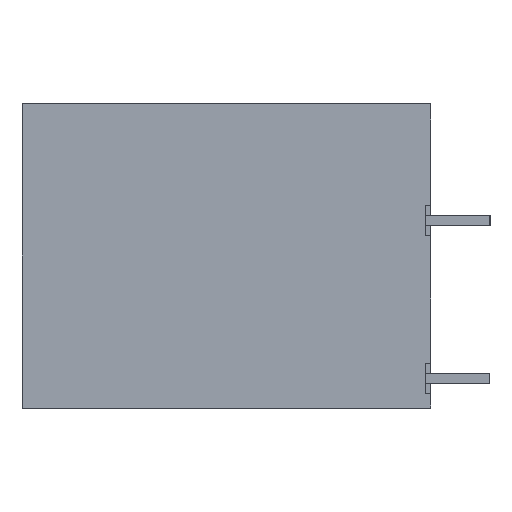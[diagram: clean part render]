
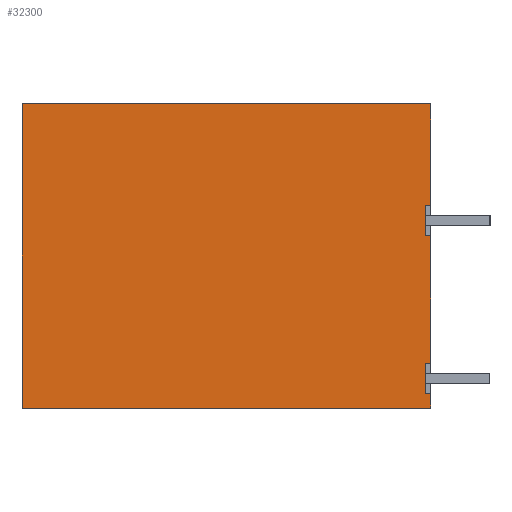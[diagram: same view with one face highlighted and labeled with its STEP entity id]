
A CAD part, left-side view. The second image highlights one B-rep face of the part: STEP entity #32300.
In plain terms, the highlighted planar face has unit normal (-1, 0, 0).
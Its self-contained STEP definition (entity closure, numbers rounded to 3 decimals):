
#32272=AXIS2_PLACEMENT_3D('Plane Axis2P3D',#32269,#32270,#32271) ;
#188=CARTESIAN_POINT('Vertex',(0.,3.8,0.85)) ;
#232=CARTESIAN_POINT('Vertex',(0.,3.8,2.65)) ;
#235=CARTESIAN_POINT('Line Origine',(0.,3.8,1.75)) ;
#1210=CARTESIAN_POINT('Vertex',(0.,3.8,10.2)) ;
#1231=CARTESIAN_POINT('Vertex',(0.,3.8,12.)) ;
#1234=CARTESIAN_POINT('Line Origine',(0.,3.8,11.1)) ;
#14331=CARTESIAN_POINT('Vertex',(0.,3.5,10.2)) ;
#14334=CARTESIAN_POINT('Line Origine',(0.,3.5,6.425)) ;
#14338=CARTESIAN_POINT('Vertex',(0.,3.5,2.65)) ;
#14359=CARTESIAN_POINT('Line Origine',(0.,3.65,10.2)) ;
#14377=CARTESIAN_POINT('Line Origine',(0.,3.65,2.65)) ;
#14433=CARTESIAN_POINT('Vertex',(0.,3.5,0.85)) ;
#14443=CARTESIAN_POINT('Line Origine',(0.,3.65,0.85)) ;
#14456=CARTESIAN_POINT('Line Origine',(0.,3.5,0.425)) ;
#14460=CARTESIAN_POINT('Vertex',(0.,3.5,0.)) ;
#14488=CARTESIAN_POINT('Line Origine',(0.,15.6,0.)) ;
#14492=CARTESIAN_POINT('Vertex',(0.,27.7,0.)) ;
#14631=CARTESIAN_POINT('Vertex',(0.,3.5,12.)) ;
#14634=CARTESIAN_POINT('Line Origine',(0.,3.65,12.)) ;
#32226=CARTESIAN_POINT('Line Origine',(0.,3.5,15.)) ;
#32230=CARTESIAN_POINT('Vertex',(0.,3.5,18.)) ;
#32269=CARTESIAN_POINT('Axis2P3D Location',(0.,0.,0.)) ;
#32274=CARTESIAN_POINT('Line Origine',(0.,15.6,18.)) ;
#32278=CARTESIAN_POINT('Vertex',(0.,27.7,18.)) ;
#32281=CARTESIAN_POINT('Line Origine',(0.,27.7,9.)) ;
#236=DIRECTION('Vector Direction',(0.,0.,-1.)) ;
#1235=DIRECTION('Vector Direction',(0.,0.,-1.)) ;
#14335=DIRECTION('Vector Direction',(0.,0.,-1.)) ;
#14360=DIRECTION('Vector Direction',(0.,1.,0.)) ;
#14378=DIRECTION('Vector Direction',(0.,1.,0.)) ;
#14444=DIRECTION('Vector Direction',(0.,1.,0.)) ;
#14457=DIRECTION('Vector Direction',(0.,0.,-1.)) ;
#14489=DIRECTION('Vector Direction',(0.,1.,0.)) ;
#14635=DIRECTION('Vector Direction',(0.,1.,0.)) ;
#32227=DIRECTION('Vector Direction',(0.,0.,-1.)) ;
#32270=DIRECTION('Axis2P3D Direction',(-1.,0.,0.)) ;
#32271=DIRECTION('Axis2P3D XDirection',(0.,0.,1.)) ;
#32275=DIRECTION('Vector Direction',(0.,-1.,0.)) ;
#32282=DIRECTION('Vector Direction',(0.,0.,1.)) ;
#237=VECTOR('Line Direction',#236,1.) ;
#1236=VECTOR('Line Direction',#1235,1.) ;
#14336=VECTOR('Line Direction',#14335,1.) ;
#14361=VECTOR('Line Direction',#14360,1.) ;
#14379=VECTOR('Line Direction',#14378,1.) ;
#14445=VECTOR('Line Direction',#14444,1.) ;
#14458=VECTOR('Line Direction',#14457,1.) ;
#14490=VECTOR('Line Direction',#14489,1.) ;
#14636=VECTOR('Line Direction',#14635,1.) ;
#32228=VECTOR('Line Direction',#32227,1.) ;
#32276=VECTOR('Line Direction',#32275,1.) ;
#32283=VECTOR('Line Direction',#32282,1.) ;
#32287=ORIENTED_EDGE('',*,*,#1238,.F.) ;
#32288=ORIENTED_EDGE('',*,*,#14638,.F.) ;
#32289=ORIENTED_EDGE('',*,*,#32232,.T.) ;
#32290=ORIENTED_EDGE('',*,*,#32280,.T.) ;
#32291=ORIENTED_EDGE('',*,*,#32285,.T.) ;
#32292=ORIENTED_EDGE('',*,*,#14494,.T.) ;
#32293=ORIENTED_EDGE('',*,*,#14462,.T.) ;
#32294=ORIENTED_EDGE('',*,*,#14447,.T.) ;
#32295=ORIENTED_EDGE('',*,*,#239,.F.) ;
#32296=ORIENTED_EDGE('',*,*,#14381,.F.) ;
#32297=ORIENTED_EDGE('',*,*,#14340,.T.) ;
#32298=ORIENTED_EDGE('',*,*,#14363,.T.) ;
#32300=ADVANCED_FACE('HOUSING',(#32299),#32273,.T.) ;
#239=EDGE_CURVE('',#233,#189,#238,.T.) ;
#1238=EDGE_CURVE('',#1232,#1211,#1237,.T.) ;
#14340=EDGE_CURVE('',#14339,#14332,#14337,.F.) ;
#14363=EDGE_CURVE('',#14332,#1211,#14362,.T.) ;
#14381=EDGE_CURVE('',#14339,#233,#14380,.T.) ;
#14447=EDGE_CURVE('',#14434,#189,#14446,.T.) ;
#14462=EDGE_CURVE('',#14461,#14434,#14459,.F.) ;
#14494=EDGE_CURVE('',#14493,#14461,#14491,.F.) ;
#14638=EDGE_CURVE('',#14632,#1232,#14637,.T.) ;
#32232=EDGE_CURVE('',#14632,#32231,#32229,.F.) ;
#32280=EDGE_CURVE('',#32231,#32279,#32277,.F.) ;
#32285=EDGE_CURVE('',#32279,#14493,#32284,.F.) ;
#32286=EDGE_LOOP('',(#32287,#32288,#32289,#32290,#32291,#32292,#32293,#32294,#32295,#32296,#32297,#32298)) ;
#32299=FACE_OUTER_BOUND('',#32286,.T.) ;
#238=LINE('Line',#235,#237) ;
#1237=LINE('Line',#1234,#1236) ;
#14337=LINE('Line',#14334,#14336) ;
#14362=LINE('Line',#14359,#14361) ;
#14380=LINE('Line',#14377,#14379) ;
#14446=LINE('Line',#14443,#14445) ;
#14459=LINE('Line',#14456,#14458) ;
#14491=LINE('Line',#14488,#14490) ;
#14637=LINE('Line',#14634,#14636) ;
#32229=LINE('Line',#32226,#32228) ;
#32277=LINE('Line',#32274,#32276) ;
#32284=LINE('Line',#32281,#32283) ;
#32273=PLANE('',#32272) ;
#189=VERTEX_POINT('',#188) ;
#233=VERTEX_POINT('',#232) ;
#1211=VERTEX_POINT('',#1210) ;
#1232=VERTEX_POINT('',#1231) ;
#14332=VERTEX_POINT('',#14331) ;
#14339=VERTEX_POINT('',#14338) ;
#14434=VERTEX_POINT('',#14433) ;
#14461=VERTEX_POINT('',#14460) ;
#14493=VERTEX_POINT('',#14492) ;
#14632=VERTEX_POINT('',#14631) ;
#32231=VERTEX_POINT('',#32230) ;
#32279=VERTEX_POINT('',#32278) ;
